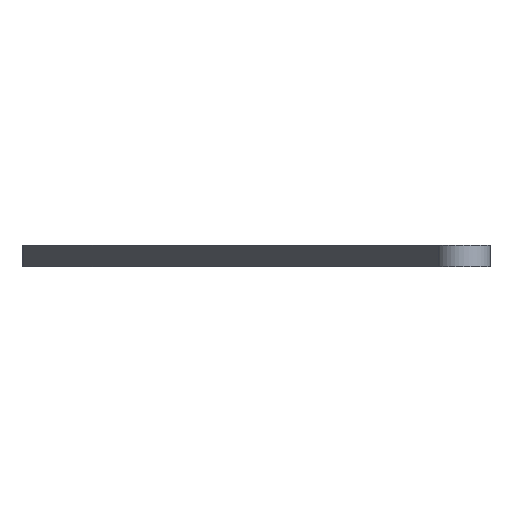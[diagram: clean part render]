
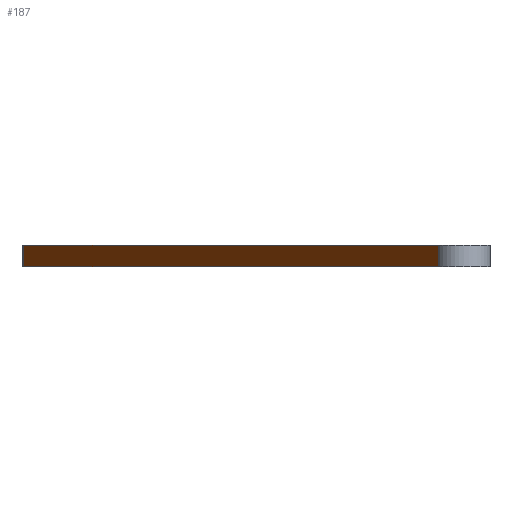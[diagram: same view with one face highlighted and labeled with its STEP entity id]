
A CAD part, front view. The second image highlights one B-rep face of the part: STEP entity #187.
In plain terms, the highlighted planar face has unit normal (-0.927, -0.375, 0).
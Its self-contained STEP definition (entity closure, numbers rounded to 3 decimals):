
#35=FACE_OUTER_BOUND('',#46,.T.);
#46=EDGE_LOOP('',(#154,#155,#156,#157));
#59=LINE('',#297,#75);
#63=LINE('',#307,#79);
#64=LINE('',#310,#80);
#65=LINE('',#311,#81);
#75=VECTOR('',#243,10.);
#79=VECTOR('',#253,10.);
#80=VECTOR('',#256,10.);
#81=VECTOR('',#257,10.);
#90=VERTEX_POINT('',#290);
#93=VERTEX_POINT('',#295);
#96=VERTEX_POINT('',#305);
#97=VERTEX_POINT('',#309);
#113=EDGE_CURVE('',#93,#90,#59,.T.);
#118=EDGE_CURVE('',#93,#96,#63,.T.);
#119=EDGE_CURVE('',#97,#96,#64,.T.);
#120=EDGE_CURVE('',#90,#97,#65,.T.);
#154=ORIENTED_EDGE('',*,*,#118,.T.);
#155=ORIENTED_EDGE('',*,*,#119,.F.);
#156=ORIENTED_EDGE('',*,*,#120,.F.);
#157=ORIENTED_EDGE('',*,*,#113,.F.);
#174=PLANE('',#206);
#187=ADVANCED_FACE('',(#35),#174,.T.);
#206=AXIS2_PLACEMENT_3D('',#308,#254,#255);
#243=DIRECTION('',(-0.375,0.927,0.));
#253=DIRECTION('',(0.,0.,1.));
#254=DIRECTION('center_axis',(-0.927,-0.375,0.));
#255=DIRECTION('ref_axis',(0.375,-0.927,0.));
#256=DIRECTION('',(0.375,-0.927,0.));
#257=DIRECTION('',(0.,0.,1.));
#290=CARTESIAN_POINT('',(-121.131,279.91,-3.));
#295=CARTESIAN_POINT('',(-6.861,-2.773,-3.));
#297=CARTESIAN_POINT('',(-121.131,279.91,-3.));
#305=CARTESIAN_POINT('',(-6.861,-2.773,3.));
#307=CARTESIAN_POINT('',(-6.861,-2.773,0.));
#308=CARTESIAN_POINT('Origin',(-121.131,279.91,0.));
#309=CARTESIAN_POINT('',(-121.131,279.91,3.));
#310=CARTESIAN_POINT('',(-121.131,279.91,3.));
#311=CARTESIAN_POINT('',(-121.131,279.91,0.));
